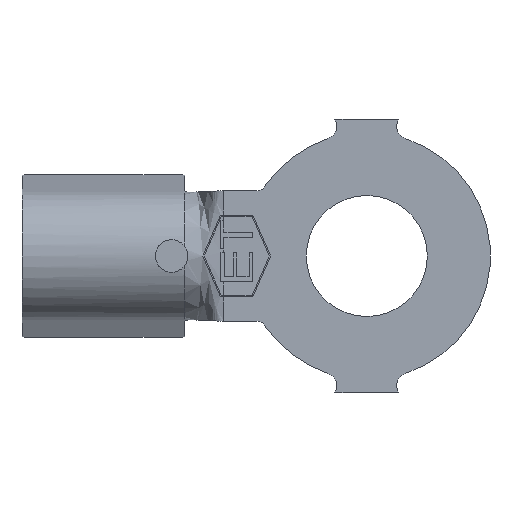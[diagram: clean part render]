
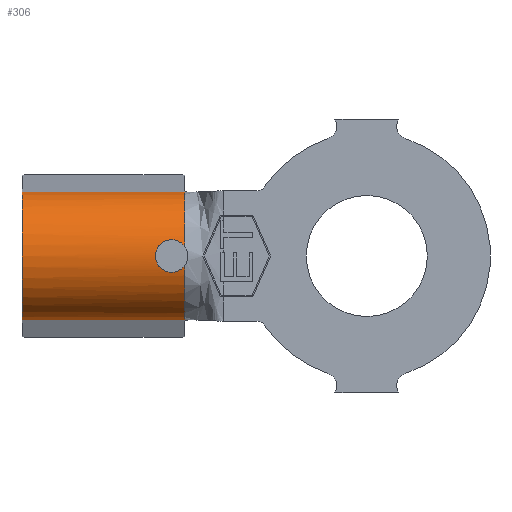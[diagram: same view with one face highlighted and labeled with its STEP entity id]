
A CAD part, front view. The second image highlights one B-rep face of the part: STEP entity #306.
In plain terms, the highlighted cylindrical face has radius 1.27 mm (diameter 2.54 mm), a partial arc.
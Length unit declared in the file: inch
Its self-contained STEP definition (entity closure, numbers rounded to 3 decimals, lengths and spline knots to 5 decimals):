
#2 = EDGE_CURVE ( 'NONE', #1016, #323, #1183, .T. ) ;
#19 = DIRECTION ( 'NONE',  ( 0., 0., -1. ) ) ;
#25 = VECTOR ( 'NONE', #3226, 39.37008 ) ;
#130 = LINE ( 'NONE', #1291, #25 ) ;
#199 = DIRECTION ( 'NONE',  ( 1., 0., 0. ) ) ;
#248 = CARTESIAN_POINT ( 'NONE',  ( -0.15329, 0.00159, -0.0125 ) ) ;
#276 = CARTESIAN_POINT ( 'NONE',  ( -0.15, 0.00159, -0.0125 ) ) ;
#297 = CARTESIAN_POINT ( 'NONE',  ( -0.14611, 0.00159, -0.0125 ) ) ;
#306 = ADVANCED_FACE ( 'NONE', ( #2742 ), #2640, .T. ) ;
#323 = VERTEX_POINT ( 'NONE', #1052 ) ;
#447 = AXIS2_PLACEMENT_3D ( 'NONE', #3952, #1994, #19 ) ;
#609 = CARTESIAN_POINT ( 'NONE',  ( -0.14, 0.04042, -0.04907 ) ) ;
#619 = CARTESIAN_POINT ( 'NONE',  ( -0.15, 0.00159, 0.0125 ) ) ;
#705 = DIRECTION ( 'NONE',  ( 0., 0., -1. ) ) ;
#731 = ORIENTED_EDGE ( 'NONE', *, *, #2740, .F. ) ;
#797 = CARTESIAN_POINT ( 'NONE',  ( -0.14, 0.00057, 0.0075 ) ) ;
#806 = EDGE_CURVE ( 'NONE', #1526, #1454, #2634, .T. ) ;
#836 = ORIENTED_EDGE ( 'NONE', *, *, #1714, .F. ) ;
#920 = EDGE_CURVE ( 'NONE', #323, #1013, #2987, .T. ) ;
#964 = CARTESIAN_POINT ( 'NONE',  ( -0.14, 0.00057, -0.0075 ) ) ;
#1013 = VERTEX_POINT ( 'NONE', #609 ) ;
#1016 = VERTEX_POINT ( 'NONE', #2417 ) ;
#1040 = CARTESIAN_POINT ( 'NONE',  ( -0.265, 0.05, 0. ) ) ;
#1052 = CARTESIAN_POINT ( 'NONE',  ( -0.265, 0.04042, -0.04907 ) ) ;
#1162 = CARTESIAN_POINT ( 'NONE',  ( -0.14, 0.04042, 0.04907 ) ) ;
#1183 = CIRCLE ( 'NONE', #3735, 0.05 ) ;
#1291 = CARTESIAN_POINT ( 'NONE',  ( -0.265, 0.04042, 0.04907 ) ) ;
#1348 = DIRECTION ( 'NONE',  ( 1., 0., 0. ) ) ;
#1454 = VERTEX_POINT ( 'NONE', #797 ) ;
#1526 = VERTEX_POINT ( 'NONE', #1162 ) ;
#1550 = CARTESIAN_POINT ( 'NONE',  ( -0.16115, 0.00037, 0.00652 ) ) ;
#1581 = CARTESIAN_POINT ( 'NONE',  ( -0.265, 0.05, 0. ) ) ;
#1585 = B_SPLINE_CURVE_WITH_KNOTS ( 'NONE', 3,
 ( #276, #297, #2907, #964 ),
 .UNSPECIFIED., .F., .F.,
 ( 4, 4 ),
 ( 0.00129, 0.00159 ),
 .UNSPECIFIED. ) ;
#1592 = CARTESIAN_POINT ( 'NONE',  ( -0.14234, 0.00104, 0.01061 ) ) ;
#1608 = CARTESIAN_POINT ( 'NONE',  ( -0.14612, 0.00159, 0.0125 ) ) ;
#1701 = VERTEX_POINT ( 'NONE', #619 ) ;
#1714 = EDGE_CURVE ( 'NONE', #3671, #1932, #1585, .T. ) ;
#1718 = EDGE_CURVE ( 'NONE', #1454, #1701, #2239, .T. ) ;
#1852 = EDGE_CURVE ( 'NONE', #1932, #1013, #2214, .T. ) ;
#1881 = CARTESIAN_POINT ( 'NONE',  ( -0.1625, 0., -0.00327 ) ) ;
#1907 = DIRECTION ( 'NONE',  ( 1., 0., 0. ) ) ;
#1932 = VERTEX_POINT ( 'NONE', #3983 ) ;
#1994 = DIRECTION ( 'NONE',  ( 1., 0., 0. ) ) ;
#2203 = CARTESIAN_POINT ( 'NONE',  ( -0.15653, 0.0012, -0.01115 ) ) ;
#2214 = CIRCLE ( 'NONE', #447, 0.05 ) ;
#2221 = ORIENTED_EDGE ( 'NONE', *, *, #2936, .F. ) ;
#2239 = B_SPLINE_CURVE_WITH_KNOTS ( 'NONE', 3,
 ( #2245, #1592, #1608, #3898 ),
 .UNSPECIFIED., .F., .F.,
 ( 4, 4 ),
 ( 0., 0.00029 ),
 .UNSPECIFIED. ) ;
#2245 = CARTESIAN_POINT ( 'NONE',  ( -0.14, 0.00057, 0.0075 ) ) ;
#2417 = CARTESIAN_POINT ( 'NONE',  ( -0.265, 0.04042, 0.04907 ) ) ;
#2535 = CARTESIAN_POINT ( 'NONE',  ( -0.15, 0.00159, -0.0125 ) ) ;
#2565 = DIRECTION ( 'NONE',  ( 0., 0., -1. ) ) ;
#2634 = CIRCLE ( 'NONE', #3040, 0.05 ) ;
#2640 = CYLINDRICAL_SURFACE ( 'NONE', #3879, 0.05 ) ;
#2740 = EDGE_CURVE ( 'NONE', #1701, #3671, #4049, .T. ) ;
#2742 = FACE_OUTER_BOUND ( 'NONE', #3665, .T. ) ;
#2805 = CARTESIAN_POINT ( 'NONE',  ( -0.265, 0.04042, -0.04907 ) ) ;
#2843 = CARTESIAN_POINT ( 'NONE',  ( -0.15328, 0.00159, 0.0125 ) ) ;
#2888 = VECTOR ( 'NONE', #199, 39.37008 ) ;
#2907 = CARTESIAN_POINT ( 'NONE',  ( -0.14233, 0.00104, -0.01061 ) ) ;
#2936 = EDGE_CURVE ( 'NONE', #1016, #1526, #130, .T. ) ;
#2987 = LINE ( 'NONE', #2805, #2888 ) ;
#2999 = CARTESIAN_POINT ( 'NONE',  ( -0.15, 0.00159, -0.0125 ) ) ;
#3027 = ORIENTED_EDGE ( 'NONE', *, *, #2, .T. ) ;
#3040 = AXIS2_PLACEMENT_3D ( 'NONE', #3283, #1348, #3621 ) ;
#3138 = ORIENTED_EDGE ( 'NONE', *, *, #1718, .F. ) ;
#3177 = ORIENTED_EDGE ( 'NONE', *, *, #920, .T. ) ;
#3178 = CARTESIAN_POINT ( 'NONE',  ( -0.15, 0.00159, 0.0125 ) ) ;
#3226 = DIRECTION ( 'NONE',  ( 1., 0., 0. ) ) ;
#3283 = CARTESIAN_POINT ( 'NONE',  ( -0.14, 0.05, 0. ) ) ;
#3328 = ORIENTED_EDGE ( 'NONE', *, *, #806, .F. ) ;
#3511 = CARTESIAN_POINT ( 'NONE',  ( -0.15653, 0.0012, 0.01115 ) ) ;
#3621 = DIRECTION ( 'NONE',  ( 0., 0., -1. ) ) ;
#3631 = DIRECTION ( 'NONE',  ( 1., 0., 0. ) ) ;
#3665 = EDGE_LOOP ( 'NONE', ( #3138, #3328, #2221, #3027, #3177, #3678, #836, #731 ) ) ;
#3671 = VERTEX_POINT ( 'NONE', #2999 ) ;
#3678 = ORIENTED_EDGE ( 'NONE', *, *, #1852, .F. ) ;
#3735 = AXIS2_PLACEMENT_3D ( 'NONE', #1581, #1907, #2565 ) ;
#3838 = CARTESIAN_POINT ( 'NONE',  ( -0.1625, 0., 0.00327 ) ) ;
#3879 = AXIS2_PLACEMENT_3D ( 'NONE', #1040, #3631, #705 ) ;
#3898 = CARTESIAN_POINT ( 'NONE',  ( -0.15, 0.00159, 0.0125 ) ) ;
#3952 = CARTESIAN_POINT ( 'NONE',  ( -0.14, 0.05, 0. ) ) ;
#3983 = CARTESIAN_POINT ( 'NONE',  ( -0.14, 0.00057, -0.0075 ) ) ;
#4049 = B_SPLINE_CURVE_WITH_KNOTS ( 'NONE', 3,
 ( #3178, #2843, #3511, #1550, #3838, #1881, #4155, #2203, #248, #2535 ),
 .UNSPECIFIED., .F., .F.,
 ( 4, 2, 2, 2, 4 ),
 ( 0.00029, 0.00054, 0.00079, 0.00104, 0.00129 ),
 .UNSPECIFIED. ) ;
#4155 = CARTESIAN_POINT ( 'NONE',  ( -0.16115, 0.00037, -0.00653 ) ) ;
